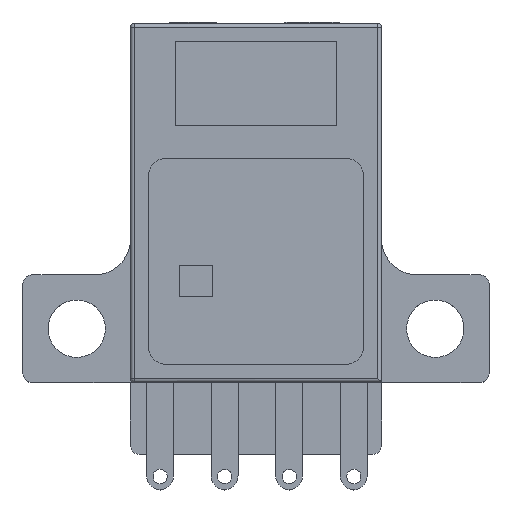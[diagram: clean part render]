
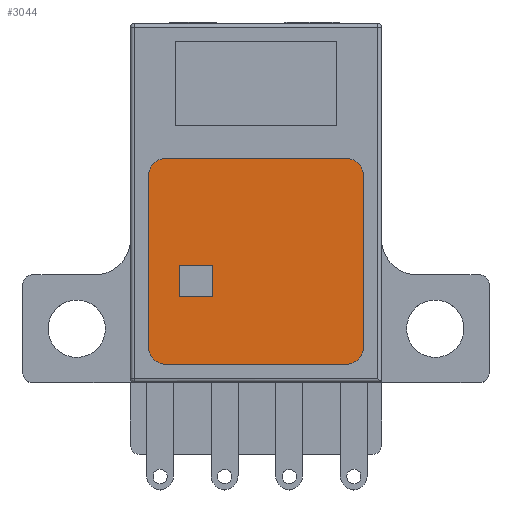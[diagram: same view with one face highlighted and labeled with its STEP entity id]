
A CAD part, top view. The second image highlights one B-rep face of the part: STEP entity #3044.
In plain terms, the highlighted planar face has unit normal (0, 0, 1).
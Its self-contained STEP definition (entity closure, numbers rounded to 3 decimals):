
#21 = LINE ( 'NONE', #515, #2212 ) ;
#45 = CARTESIAN_POINT ( 'NONE',  ( 5., 2.5, 3.9 ) ) ;
#75 = VECTOR ( 'NONE', #3677, 1000. ) ;
#111 = DIRECTION ( 'NONE',  ( 0., 0., 1. ) ) ;
#162 = LINE ( 'NONE', #2501, #2662 ) ;
#218 = VERTEX_POINT ( 'NONE', #3834 ) ;
#289 = EDGE_CURVE ( 'NONE', #2734, #1378, #3988, .T. ) ;
#291 = DIRECTION ( 'NONE',  ( 1., 0., 0. ) ) ;
#312 = EDGE_CURVE ( 'NONE', #1778, #3804, #632, .T. ) ;
#352 = LINE ( 'NONE', #598, #3847 ) ;
#393 = CARTESIAN_POINT ( 'NONE',  ( 5., -9., 3.9 ) ) ;
#415 = EDGE_CURVE ( 'NONE', #1747, #3781, #21, .T. ) ;
#443 = CARTESIAN_POINT ( 'NONE',  ( -2.428, -3.46, 3.9 ) ) ;
#471 = CARTESIAN_POINT ( 'NONE',  ( -6., 2.5, 3.9 ) ) ;
#514 = CARTESIAN_POINT ( 'NONE',  ( -5., 2.5, 3.9 ) ) ;
#515 = CARTESIAN_POINT ( 'NONE',  ( -6., -9., 3.9 ) ) ;
#523 = CARTESIAN_POINT ( 'NONE',  ( -6., -8., 3.9 ) ) ;
#598 = CARTESIAN_POINT ( 'NONE',  ( -4.29, -5.208, 3.9 ) ) ;
#632 = LINE ( 'NONE', #3600, #931 ) ;
#658 = CARTESIAN_POINT ( 'NONE',  ( -5., -9., 3.9 ) ) ;
#680 = AXIS2_PLACEMENT_3D ( 'NONE', #3420, #2774, #291 ) ;
#803 = DIRECTION ( 'NONE',  ( -1., 0., 0. ) ) ;
#826 = CARTESIAN_POINT ( 'NONE',  ( -4.29, -3.46, 3.9 ) ) ;
#831 = CARTESIAN_POINT ( 'NONE',  ( -2.428, -3.46, 3.9 ) ) ;
#931 = VECTOR ( 'NONE', #803, 1000. ) ;
#963 = CARTESIAN_POINT ( 'NONE',  ( 5., 1.5, 3.9 ) ) ;
#994 = CARTESIAN_POINT ( 'NONE',  ( -2.428, -5.208, 3.9 ) ) ;
#1032 = CARTESIAN_POINT ( 'NONE',  ( -4.29, -3.46, 3.9 ) ) ;
#1055 = AXIS2_PLACEMENT_3D ( 'NONE', #963, #1922, #1337 ) ;
#1061 = LINE ( 'NONE', #1866, #3179 ) ;
#1079 = VECTOR ( 'NONE', #3943, 1000. ) ;
#1129 = EDGE_CURVE ( 'NONE', #218, #2734, #3102, .T. ) ;
#1133 = AXIS2_PLACEMENT_3D ( 'NONE', #1962, #111, #3573 ) ;
#1149 = VERTEX_POINT ( 'NONE', #2235 ) ;
#1212 = CIRCLE ( 'NONE', #680, 1. ) ;
#1337 = DIRECTION ( 'NONE',  ( 1., 0., 0. ) ) ;
#1378 = VERTEX_POINT ( 'NONE', #514 ) ;
#1411 = CARTESIAN_POINT ( 'NONE',  ( 0., 0., 3.9 ) ) ;
#1416 = VERTEX_POINT ( 'NONE', #2778 ) ;
#1420 = DIRECTION ( 'NONE',  ( 1., 0., 0. ) ) ;
#1747 = VERTEX_POINT ( 'NONE', #658 ) ;
#1753 = PLANE ( 'NONE',  #2029 ) ;
#1768 = ORIENTED_EDGE ( 'NONE', *, *, #2993, .T. ) ;
#1776 = FACE_BOUND ( 'NONE', #2146, .T. ) ;
#1778 = VERTEX_POINT ( 'NONE', #443 ) ;
#1791 = ORIENTED_EDGE ( 'NONE', *, *, #3423, .T. ) ;
#1866 = CARTESIAN_POINT ( 'NONE',  ( -6., 2.5, 3.9 ) ) ;
#1922 = DIRECTION ( 'NONE',  ( 0., 0., 1. ) ) ;
#1946 = VERTEX_POINT ( 'NONE', #523 ) ;
#1962 = CARTESIAN_POINT ( 'NONE',  ( -5., 1.5, 3.9 ) ) ;
#2005 = EDGE_LOOP ( 'NONE', ( #2376, #1791, #3037, #2309, #2626, #3197, #2697, #1768 ) ) ;
#2029 = AXIS2_PLACEMENT_3D ( 'NONE', #1411, #3959, #1420 ) ;
#2046 = EDGE_CURVE ( 'NONE', #3781, #1416, #1212, .T. ) ;
#2146 = EDGE_LOOP ( 'NONE', ( #4026, #3019, #3901, #2495 ) ) ;
#2172 = DIRECTION ( 'NONE',  ( 0., 1., 0. ) ) ;
#2212 = VECTOR ( 'NONE', #3965, 1000. ) ;
#2235 = CARTESIAN_POINT ( 'NONE',  ( -4.29, -5.208, 3.9 ) ) ;
#2263 = DIRECTION ( 'NONE',  ( 1., 0., 0. ) ) ;
#2285 = EDGE_CURVE ( 'NONE', #3143, #1946, #1061, .T. ) ;
#2309 = ORIENTED_EDGE ( 'NONE', *, *, #2046, .T. ) ;
#2347 = CIRCLE ( 'NONE', #3563, 1. ) ;
#2376 = ORIENTED_EDGE ( 'NONE', *, *, #2285, .T. ) ;
#2398 = LINE ( 'NONE', #826, #75 ) ;
#2465 = DIRECTION ( 'NONE',  ( 1., 0., 0. ) ) ;
#2495 = ORIENTED_EDGE ( 'NONE', *, *, #2698, .F. ) ;
#2501 = CARTESIAN_POINT ( 'NONE',  ( 6., 2.5, 3.9 ) ) ;
#2509 = FACE_OUTER_BOUND ( 'NONE', #2005, .T. ) ;
#2539 = DIRECTION ( 'NONE',  ( 0., -1., 0. ) ) ;
#2626 = ORIENTED_EDGE ( 'NONE', *, *, #2631, .T. ) ;
#2631 = EDGE_CURVE ( 'NONE', #1416, #218, #162, .T. ) ;
#2662 = VECTOR ( 'NONE', #2172, 1000. ) ;
#2697 = ORIENTED_EDGE ( 'NONE', *, *, #289, .T. ) ;
#2698 = EDGE_CURVE ( 'NONE', #1149, #3761, #352, .T. ) ;
#2734 = VERTEX_POINT ( 'NONE', #45 ) ;
#2766 = CIRCLE ( 'NONE', #1133, 1. ) ;
#2774 = DIRECTION ( 'NONE',  ( 0., 0., 1. ) ) ;
#2778 = CARTESIAN_POINT ( 'NONE',  ( 6., -8., 3.9 ) ) ;
#2993 = EDGE_CURVE ( 'NONE', #1378, #3143, #2766, .T. ) ;
#3019 = ORIENTED_EDGE ( 'NONE', *, *, #312, .F. ) ;
#3037 = ORIENTED_EDGE ( 'NONE', *, *, #415, .T. ) ;
#3044 = ADVANCED_FACE ( 'NONE', ( #1776, #2509 ), #1753, .T. ) ;
#3102 = CIRCLE ( 'NONE', #1055, 1. ) ;
#3143 = VERTEX_POINT ( 'NONE', #3602 ) ;
#3179 = VECTOR ( 'NONE', #2539, 1000. ) ;
#3197 = ORIENTED_EDGE ( 'NONE', *, *, #1129, .T. ) ;
#3365 = DIRECTION ( 'NONE',  ( 0., 1., 0. ) ) ;
#3420 = CARTESIAN_POINT ( 'NONE',  ( 5., -8., 3.9 ) ) ;
#3423 = EDGE_CURVE ( 'NONE', #1946, #1747, #2347, .T. ) ;
#3538 = EDGE_CURVE ( 'NONE', #3804, #1149, #2398, .T. ) ;
#3563 = AXIS2_PLACEMENT_3D ( 'NONE', #3831, #3817, #2263 ) ;
#3573 = DIRECTION ( 'NONE',  ( 1., 0., 0. ) ) ;
#3600 = CARTESIAN_POINT ( 'NONE',  ( -4.29, -3.46, 3.9 ) ) ;
#3602 = CARTESIAN_POINT ( 'NONE',  ( -6., 1.5, 3.9 ) ) ;
#3677 = DIRECTION ( 'NONE',  ( 0., -1., 0. ) ) ;
#3729 = LINE ( 'NONE', #831, #3829 ) ;
#3761 = VERTEX_POINT ( 'NONE', #994 ) ;
#3781 = VERTEX_POINT ( 'NONE', #393 ) ;
#3804 = VERTEX_POINT ( 'NONE', #1032 ) ;
#3817 = DIRECTION ( 'NONE',  ( 0., 0., 1. ) ) ;
#3829 = VECTOR ( 'NONE', #3365, 1000. ) ;
#3831 = CARTESIAN_POINT ( 'NONE',  ( -5., -8., 3.9 ) ) ;
#3834 = CARTESIAN_POINT ( 'NONE',  ( 6., 1.5, 3.9 ) ) ;
#3847 = VECTOR ( 'NONE', #2465, 1000. ) ;
#3901 = ORIENTED_EDGE ( 'NONE', *, *, #3922, .F. ) ;
#3922 = EDGE_CURVE ( 'NONE', #3761, #1778, #3729, .T. ) ;
#3943 = DIRECTION ( 'NONE',  ( -1., 0., 0. ) ) ;
#3959 = DIRECTION ( 'NONE',  ( 0., 0., 1. ) ) ;
#3965 = DIRECTION ( 'NONE',  ( 1., 0., 0. ) ) ;
#3988 = LINE ( 'NONE', #471, #1079 ) ;
#4026 = ORIENTED_EDGE ( 'NONE', *, *, #3538, .F. ) ;
